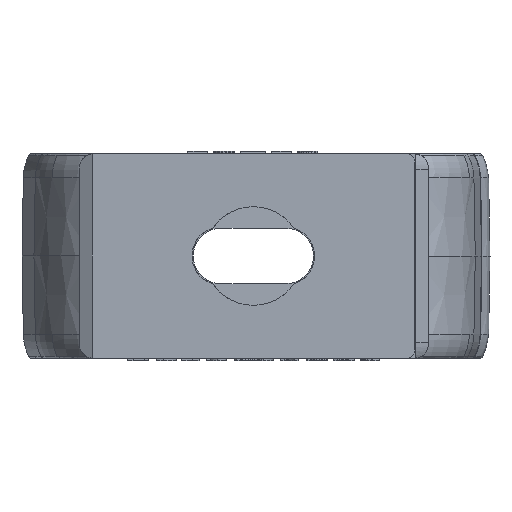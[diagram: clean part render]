
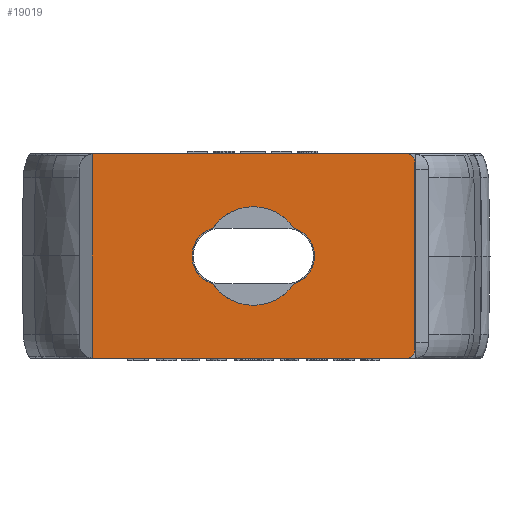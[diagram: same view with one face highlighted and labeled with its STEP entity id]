
A CAD part, front view. The second image highlights one B-rep face of the part: STEP entity #19019.
In plain terms, the highlighted planar face has unit normal (0, -1, 0).
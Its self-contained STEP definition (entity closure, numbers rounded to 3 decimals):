
#192=DIRECTION('',(-1.,0.,0.));
#193=VECTOR('',#192,25.95);
#194=CARTESIAN_POINT('',(12.7,0.,8.5));
#195=LINE('',#194,#193);
#1575=DIRECTION('',(1.,0.,0.));
#1576=VECTOR('',#1575,25.95);
#1577=CARTESIAN_POINT('',(-13.25,0.,-8.5));
#1578=LINE('',#1577,#1576);
#3971=CARTESIAN_POINT('',(0.,0.,0.));
#3972=DIRECTION('',(0.,-1.,0.));
#3973=DIRECTION('',(0.828,0.,0.56));
#3974=AXIS2_PLACEMENT_3D('',#3971,#3972,#3973);
#3976=CARTESIAN_POINT('',(-2.7,0.,0.));
#3977=DIRECTION('',(0.,-1.,0.));
#3978=DIRECTION('',(-0.29,0.,0.957));
#3979=AXIS2_PLACEMENT_3D('',#3976,#3977,#3978);
#3981=CARTESIAN_POINT('',(0.,0.,0.));
#3982=DIRECTION('',(0.,-1.,0.));
#3983=DIRECTION('',(-0.828,0.,-0.56));
#3984=AXIS2_PLACEMENT_3D('',#3981,#3982,#3983);
#3986=CARTESIAN_POINT('',(-13.25,0.,-7.3));
#3987=DIRECTION('',(0.,-1.,0.));
#3988=DIRECTION('',(-0.125,0.,-0.992));
#3989=AXIS2_PLACEMENT_3D('',#3986,#3987,#3988);
#3991=DIRECTION('',(0.,0.,-1.));
#3992=VECTOR('',#3991,16.981);
#3993=CARTESIAN_POINT('',(-13.4,0.,8.491));
#3994=LINE('',#3993,#3992);
#3995=CARTESIAN_POINT('',(-13.25,0.,7.3));
#3996=DIRECTION('',(0.,-1.,0.));
#3997=DIRECTION('',(0.,0.,1.));
#3998=AXIS2_PLACEMENT_3D('',#3995,#3996,#3997);
#4000=CARTESIAN_POINT('',(12.7,0.,7.8));
#4001=DIRECTION('',(0.,-1.,0.));
#4002=DIRECTION('',(1.,0.,0.));
#4003=AXIS2_PLACEMENT_3D('',#4000,#4001,#4002);
#4005=DIRECTION('',(0.,0.,1.));
#4006=VECTOR('',#4005,15.6);
#4007=CARTESIAN_POINT('',(13.4,0.,-7.8));
#4008=LINE('',#4007,#4006);
#4009=CARTESIAN_POINT('',(12.7,0.,-7.8));
#4010=DIRECTION('',(0.,-1.,0.));
#4011=DIRECTION('',(0.,0.,-1.));
#4012=AXIS2_PLACEMENT_3D('',#4009,#4010,#4011);
#4014=CARTESIAN_POINT('',(2.7,0.,0.));
#4015=DIRECTION('',(0.,1.,0.));
#4016=DIRECTION('',(0.29,0.,0.957));
#4017=AXIS2_PLACEMENT_3D('',#4014,#4015,#4016);
#12541=CARTESIAN_POINT('',(-13.4,0.,8.491));
#12542=CARTESIAN_POINT('',(-13.4,0.,-8.491));
#12543=VERTEX_POINT('',#12541);
#12544=VERTEX_POINT('',#12542);
#12578=CARTESIAN_POINT('',(12.7,0.,8.5));
#12580=VERTEX_POINT('',#12578);
#12581=CARTESIAN_POINT('',(-13.25,0.,8.5));
#12583=VERTEX_POINT('',#12581);
#13107=CARTESIAN_POINT('',(12.7,0.,-8.5));
#13109=VERTEX_POINT('',#13107);
#13168=CARTESIAN_POINT('',(-13.25,0.,-8.5));
#13170=VERTEX_POINT('',#13168);
#13740=CARTESIAN_POINT('',(13.4,0.,7.8));
#13741=VERTEX_POINT('',#13740);
#13742=CARTESIAN_POINT('',(13.4,0.,-7.8));
#13743=VERTEX_POINT('',#13742);
#15355=CARTESIAN_POINT('',(3.396,0.,2.297));
#15356=CARTESIAN_POINT('',(3.396,0.,-2.297));
#15357=VERTEX_POINT('',#15355);
#15358=VERTEX_POINT('',#15356);
#15359=CARTESIAN_POINT('',(-3.396,0.,2.297));
#15360=VERTEX_POINT('',#15359);
#15361=CARTESIAN_POINT('',(-3.396,0.,-2.297));
#15362=VERTEX_POINT('',#15361);
#18989=CARTESIAN_POINT('',(0.,0.,0.));
#18990=DIRECTION('',(0.,-1.,0.));
#18991=DIRECTION('',(1.,0.,0.));
#18992=AXIS2_PLACEMENT_3D('',#18989,#18990,#18991);
#18993=PLANE('',#18992);
#18994=ORIENTED_EDGE('',*,*,#16251,.F.);
#18996=ORIENTED_EDGE('',*,*,#18995,.F.);
#18998=ORIENTED_EDGE('',*,*,#18997,.F.);
#19000=ORIENTED_EDGE('',*,*,#18999,.F.);
#19001=ORIENTED_EDGE('',*,*,#15580,.F.);
#19003=ORIENTED_EDGE('',*,*,#19002,.F.);
#19005=ORIENTED_EDGE('',*,*,#19004,.F.);
#19006=ORIENTED_EDGE('',*,*,#18981,.F.);
#19007=EDGE_LOOP('',(#18994,#18996,#18998,#19000,#19001,#19003,#19005,#19006));
#19008=FACE_OUTER_BOUND('',#19007,.F.);
#19010=ORIENTED_EDGE('',*,*,#19009,.F.);
#19012=ORIENTED_EDGE('',*,*,#19011,.T.);
#19014=ORIENTED_EDGE('',*,*,#19013,.T.);
#19016=ORIENTED_EDGE('',*,*,#19015,.T.);
#19017=EDGE_LOOP('',(#19010,#19012,#19014,#19016));
#19018=FACE_BOUND('',#19017,.F.);
#19019=ADVANCED_FACE('',(#19008,#19018),#18993,.T.);
#3975=CIRCLE('',#3974,4.1);
#3980=CIRCLE('',#3979,2.4);
#3985=CIRCLE('',#3984,4.1);
#3990=CIRCLE('',#3989,1.2);
#3999=CIRCLE('',#3998,1.2);
#4004=CIRCLE('',#4003,0.7);
#4013=CIRCLE('',#4012,0.7);
#4018=CIRCLE('',#4017,2.4);
#15580=EDGE_CURVE('',#12580,#12583,#195,.T.);
#16251=EDGE_CURVE('',#13170,#13109,#1578,.T.);
#18981=EDGE_CURVE('',#13109,#13743,#4013,.T.);
#18995=EDGE_CURVE('',#12544,#13170,#3990,.T.);
#18997=EDGE_CURVE('',#12543,#12544,#3994,.T.);
#18999=EDGE_CURVE('',#12583,#12543,#3999,.T.);
#19002=EDGE_CURVE('',#13741,#12580,#4004,.T.);
#19004=EDGE_CURVE('',#13743,#13741,#4008,.T.);
#19009=EDGE_CURVE('',#15357,#15358,#4018,.T.);
#19011=EDGE_CURVE('',#15357,#15360,#3975,.T.);
#19013=EDGE_CURVE('',#15360,#15362,#3980,.T.);
#19015=EDGE_CURVE('',#15362,#15358,#3985,.T.);
